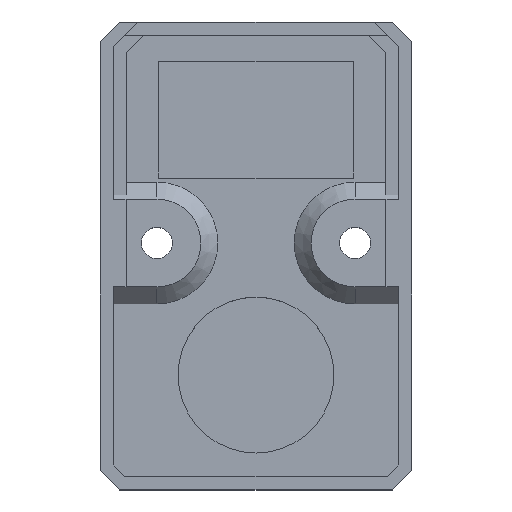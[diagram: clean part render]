
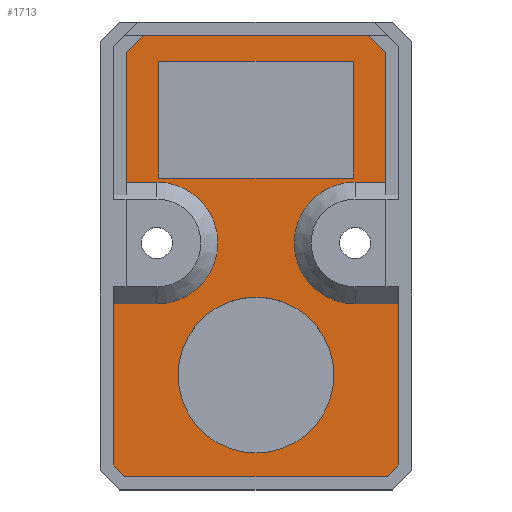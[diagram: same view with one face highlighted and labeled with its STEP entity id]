
A CAD part, top view. The second image highlights one B-rep face of the part: STEP entity #1713.
In plain terms, the highlighted planar face has unit normal (0, 0, 1).
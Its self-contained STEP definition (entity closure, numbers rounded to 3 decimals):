
#20=FACE_BOUND('',#156,.T.);
#21=FACE_BOUND('',#157,.T.);
#28=CIRCLE('',#1820,4.68);
#30=CIRCLE('',#1825,4.68);
#31=CIRCLE('',#1826,6.);
#60=FACE_OUTER_BOUND('',#155,.T.);
#155=EDGE_LOOP('',(#1142,#1143,#1144,#1145,#1146,#1147,#1148,#1149,#1150,
#1151,#1152,#1153,#1154,#1155,#1156,#1157));
#156=EDGE_LOOP('',(#1158,#1159,#1160,#1161));
#157=EDGE_LOOP('',(#1162));
#258=LINE('',#2415,#485);
#261=LINE('',#2426,#488);
#266=LINE('',#2436,#493);
#270=LINE('',#2444,#497);
#271=LINE('',#2446,#498);
#272=LINE('',#2448,#499);
#273=LINE('',#2450,#500);
#274=LINE('',#2452,#501);
#275=LINE('',#2454,#502);
#276=LINE('',#2458,#503);
#277=LINE('',#2460,#504);
#278=LINE('',#2462,#505);
#279=LINE('',#2464,#506);
#280=LINE('',#2465,#507);
#281=LINE('',#2468,#508);
#282=LINE('',#2470,#509);
#283=LINE('',#2472,#510);
#284=LINE('',#2473,#511);
#485=VECTOR('',#1945,10.);
#488=VECTOR('',#1956,10.);
#493=VECTOR('',#1963,10.);
#497=VECTOR('',#1969,10.);
#498=VECTOR('',#1970,10.);
#499=VECTOR('',#1971,10.);
#500=VECTOR('',#1972,10.);
#501=VECTOR('',#1973,10.);
#502=VECTOR('',#1974,10.);
#503=VECTOR('',#1977,10.);
#504=VECTOR('',#1978,10.);
#505=VECTOR('',#1979,10.);
#506=VECTOR('',#1980,10.);
#507=VECTOR('',#1981,10.);
#508=VECTOR('',#1982,10.);
#509=VECTOR('',#1983,10.);
#510=VECTOR('',#1984,10.);
#511=VECTOR('',#1985,10.);
#709=VERTEX_POINT('',#2407);
#712=VERTEX_POINT('',#2413);
#714=VERTEX_POINT('',#2418);
#715=VERTEX_POINT('',#2423);
#720=VERTEX_POINT('',#2435);
#723=VERTEX_POINT('',#2443);
#724=VERTEX_POINT('',#2445);
#725=VERTEX_POINT('',#2447);
#726=VERTEX_POINT('',#2449);
#727=VERTEX_POINT('',#2451);
#728=VERTEX_POINT('',#2453);
#729=VERTEX_POINT('',#2455);
#730=VERTEX_POINT('',#2457);
#731=VERTEX_POINT('',#2459);
#732=VERTEX_POINT('',#2461);
#733=VERTEX_POINT('',#2463);
#734=VERTEX_POINT('',#2466);
#735=VERTEX_POINT('',#2467);
#736=VERTEX_POINT('',#2469);
#737=VERTEX_POINT('',#2471);
#738=VERTEX_POINT('',#2474);
#874=EDGE_CURVE('',#712,#709,#258,.T.);
#876=EDGE_CURVE('',#714,#712,#28,.T.);
#879=EDGE_CURVE('',#715,#714,#261,.T.);
#884=EDGE_CURVE('',#720,#709,#266,.T.);
#888=EDGE_CURVE('',#715,#723,#270,.T.);
#889=EDGE_CURVE('',#723,#724,#271,.T.);
#890=EDGE_CURVE('',#724,#725,#272,.T.);
#891=EDGE_CURVE('',#725,#726,#273,.T.);
#892=EDGE_CURVE('',#726,#727,#274,.T.);
#893=EDGE_CURVE('',#728,#727,#275,.T.);
#894=EDGE_CURVE('',#729,#728,#30,.T.);
#895=EDGE_CURVE('',#730,#729,#276,.T.);
#896=EDGE_CURVE('',#730,#731,#277,.T.);
#897=EDGE_CURVE('',#731,#732,#278,.T.);
#898=EDGE_CURVE('',#732,#733,#279,.T.);
#899=EDGE_CURVE('',#733,#720,#280,.T.);
#900=EDGE_CURVE('',#734,#735,#281,.T.);
#901=EDGE_CURVE('',#735,#736,#282,.T.);
#902=EDGE_CURVE('',#736,#737,#283,.T.);
#903=EDGE_CURVE('',#737,#734,#284,.T.);
#904=EDGE_CURVE('',#738,#738,#31,.T.);
#1142=ORIENTED_EDGE('',*,*,#874,.F.);
#1143=ORIENTED_EDGE('',*,*,#876,.F.);
#1144=ORIENTED_EDGE('',*,*,#879,.F.);
#1145=ORIENTED_EDGE('',*,*,#888,.T.);
#1146=ORIENTED_EDGE('',*,*,#889,.T.);
#1147=ORIENTED_EDGE('',*,*,#890,.T.);
#1148=ORIENTED_EDGE('',*,*,#891,.T.);
#1149=ORIENTED_EDGE('',*,*,#892,.T.);
#1150=ORIENTED_EDGE('',*,*,#893,.F.);
#1151=ORIENTED_EDGE('',*,*,#894,.F.);
#1152=ORIENTED_EDGE('',*,*,#895,.F.);
#1153=ORIENTED_EDGE('',*,*,#896,.T.);
#1154=ORIENTED_EDGE('',*,*,#897,.T.);
#1155=ORIENTED_EDGE('',*,*,#898,.T.);
#1156=ORIENTED_EDGE('',*,*,#899,.T.);
#1157=ORIENTED_EDGE('',*,*,#884,.T.);
#1158=ORIENTED_EDGE('',*,*,#900,.T.);
#1159=ORIENTED_EDGE('',*,*,#901,.T.);
#1160=ORIENTED_EDGE('',*,*,#902,.T.);
#1161=ORIENTED_EDGE('',*,*,#903,.T.);
#1162=ORIENTED_EDGE('',*,*,#904,.T.);
#1626=PLANE('',#1824);
#1713=ADVANCED_FACE('',(#60,#20,#21),#1626,.T.);
#1820=AXIS2_PLACEMENT_3D('',#2420,#1949,#1950);
#1824=AXIS2_PLACEMENT_3D('',#2442,#1967,#1968);
#1825=AXIS2_PLACEMENT_3D('',#2456,#1975,#1976);
#1826=AXIS2_PLACEMENT_3D('',#2475,#1986,#1987);
#1945=DIRECTION('',(1.,0.,0.));
#1949=DIRECTION('center_axis',(0.,0.,1.));
#1950=DIRECTION('ref_axis',(0.,1.,0.));
#1956=DIRECTION('',(-1.,0.,0.));
#1963=DIRECTION('',(0.,1.,0.));
#1967=DIRECTION('center_axis',(0.,0.,1.));
#1968=DIRECTION('ref_axis',(1.,0.,0.));
#1969=DIRECTION('',(0.,1.,0.));
#1970=DIRECTION('',(-0.707,0.707,0.));
#1971=DIRECTION('',(-1.,0.,0.));
#1972=DIRECTION('',(-0.707,-0.707,0.));
#1973=DIRECTION('',(0.,-1.,0.));
#1974=DIRECTION('',(-1.,0.,0.));
#1975=DIRECTION('center_axis',(0.,0.,1.));
#1976=DIRECTION('ref_axis',(0.,-1.,0.));
#1977=DIRECTION('',(1.,0.,0.));
#1978=DIRECTION('',(0.,-1.,0.));
#1979=DIRECTION('',(0.707,-0.707,0.));
#1980=DIRECTION('',(1.,0.,0.));
#1981=DIRECTION('',(0.707,0.707,0.));
#1982=DIRECTION('',(0.,-1.,0.));
#1983=DIRECTION('',(-1.,0.,0.));
#1984=DIRECTION('',(0.,1.,0.));
#1985=DIRECTION('',(1.,0.,0.));
#1986=DIRECTION('center_axis',(0.,0.,-1.));
#1987=DIRECTION('ref_axis',(1.,0.,0.));
#2407=CARTESIAN_POINT('',(10.988,-4.727,-0.011));
#2413=CARTESIAN_POINT('',(7.608,-4.727,-0.011));
#2415=CARTESIAN_POINT('',(4.988,-4.727,-0.011));
#2418=CARTESIAN_POINT('',(7.608,4.633,-0.011));
#2420=CARTESIAN_POINT('Origin',(7.608,-0.047,-0.011));
#2423=CARTESIAN_POINT('',(9.988,4.633,-0.011));
#2426=CARTESIAN_POINT('',(5.488,4.633,-0.011));
#2435=CARTESIAN_POINT('',(10.988,-17.131,-0.011));
#2436=CARTESIAN_POINT('',(10.988,6.997,-0.011));
#2442=CARTESIAN_POINT('Origin',(-0.012,-1.047,-0.011));
#2443=CARTESIAN_POINT('',(9.988,14.624,-0.011));
#2444=CARTESIAN_POINT('',(9.988,6.788,-0.011));
#2445=CARTESIAN_POINT('',(8.659,15.953,-0.011));
#2446=CARTESIAN_POINT('',(10.741,13.87,-0.011));
#2447=CARTESIAN_POINT('',(-8.684,15.953,-0.011));
#2448=CARTESIAN_POINT('',(-5.055,15.953,-0.011));
#2449=CARTESIAN_POINT('',(-10.012,14.624,-0.011));
#2450=CARTESIAN_POINT('',(-11.43,13.206,-0.011));
#2451=CARTESIAN_POINT('',(-10.012,4.633,-0.011));
#2452=CARTESIAN_POINT('',(-10.012,1.143,-0.011));
#2453=CARTESIAN_POINT('',(-7.632,4.633,-0.011));
#2454=CARTESIAN_POINT('',(-5.012,4.633,-0.011));
#2455=CARTESIAN_POINT('',(-7.632,-4.727,-0.011));
#2456=CARTESIAN_POINT('Origin',(-7.632,-0.047,-0.011));
#2457=CARTESIAN_POINT('',(-11.012,-4.727,-0.011));
#2458=CARTESIAN_POINT('',(-5.512,-4.727,-0.011));
#2459=CARTESIAN_POINT('',(-11.012,-17.131,-0.011));
#2460=CARTESIAN_POINT('',(-11.012,-9.089,-0.011));
#2461=CARTESIAN_POINT('',(-10.098,-18.045,-0.011));
#2462=CARTESIAN_POINT('',(-11.826,-16.317,-0.011));
#2463=CARTESIAN_POINT('',(10.073,-18.045,-0.011));
#2464=CARTESIAN_POINT('',(5.03,-18.045,-0.011));
#2465=CARTESIAN_POINT('',(12.258,-15.86,-0.011));
#2466=CARTESIAN_POINT('',(7.488,13.953,-0.011));
#2467=CARTESIAN_POINT('',(7.488,4.953,-0.011));
#2468=CARTESIAN_POINT('',(7.488,6.453,-0.011));
#2469=CARTESIAN_POINT('',(-7.512,4.953,-0.011));
#2470=CARTESIAN_POINT('',(3.738,4.953,-0.011));
#2471=CARTESIAN_POINT('',(-7.512,13.953,-0.011));
#2472=CARTESIAN_POINT('',(-7.512,1.953,-0.011));
#2473=CARTESIAN_POINT('',(-3.762,13.953,-0.011));
#2474=CARTESIAN_POINT('',(-6.012,-10.207,-0.011));
#2475=CARTESIAN_POINT('Origin',(-0.012,-10.207,-0.011));
